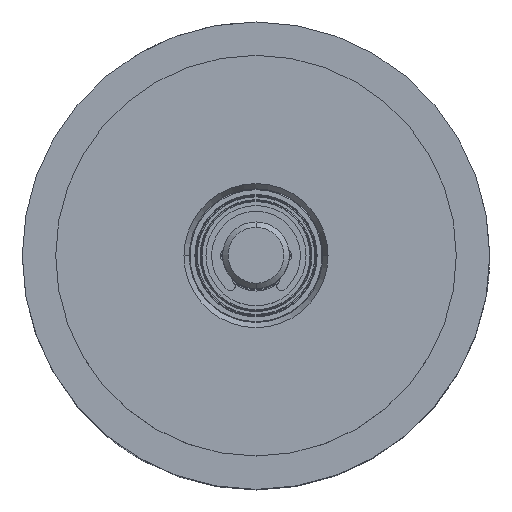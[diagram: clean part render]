
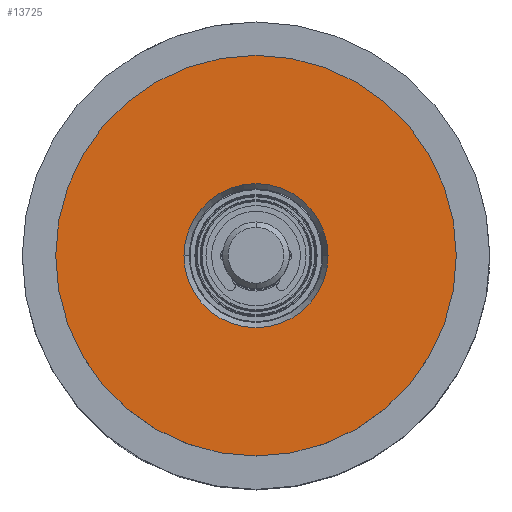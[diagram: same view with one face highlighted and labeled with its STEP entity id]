
A CAD part, top view. The second image highlights one B-rep face of the part: STEP entity #13725.
In plain terms, the highlighted planar face has unit normal (0, 0, 1).
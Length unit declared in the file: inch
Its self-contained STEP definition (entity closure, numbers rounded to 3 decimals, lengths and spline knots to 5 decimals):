
#3050=CARTESIAN_POINT('',(0.,0.,0.3607));
#3051=DIRECTION('',(0.,0.,1.));
#3052=DIRECTION('',(0.,-1.,0.));
#3053=AXIS2_PLACEMENT_3D('',#3050,#3051,#3052);
#3055=CARTESIAN_POINT('',(0.,0.,0.3607));
#3056=DIRECTION('',(0.,0.,-1.));
#3057=DIRECTION('',(0.,-1.,0.));
#3058=AXIS2_PLACEMENT_3D('',#3055,#3056,#3057);
#3060=CARTESIAN_POINT('',(0.,0.,0.3607));
#3061=DIRECTION('',(0.,0.,-1.));
#3062=DIRECTION('',(1.,0.,0.));
#3063=AXIS2_PLACEMENT_3D('',#3060,#3061,#3062);
#3065=CARTESIAN_POINT('',(0.,0.,0.3607));
#3066=DIRECTION('',(0.,0.,-1.));
#3067=DIRECTION('',(-1.,0.,0.));
#3068=AXIS2_PLACEMENT_3D('',#3065,#3066,#3067);
#8638=CARTESIAN_POINT('',(0.,-0.375,0.3607));
#8640=VERTEX_POINT('',#8638);
#8654=CARTESIAN_POINT('',(0.,0.375,0.3607));
#8656=VERTEX_POINT('',#8654);
#8705=CARTESIAN_POINT('',(0.13485,0.,0.3607));
#8706=CARTESIAN_POINT('',(-0.13485,0.,0.3607));
#8707=VERTEX_POINT('',#8705);
#8708=VERTEX_POINT('',#8706);
#13710=CARTESIAN_POINT('',(0.,0.,0.3607));
#13711=DIRECTION('',(0.,0.,-1.));
#13712=DIRECTION('',(0.,1.,0.));
#13713=AXIS2_PLACEMENT_3D('',#13710,#13711,#13712);
#13714=PLANE('',#13713);
#13715=ORIENTED_EDGE('',*,*,#13703,.F.);
#13716=ORIENTED_EDGE('',*,*,#13692,.T.);
#13717=EDGE_LOOP('',(#13715,#13716));
#13718=FACE_OUTER_BOUND('',#13717,.F.);
#13720=ORIENTED_EDGE('',*,*,#13719,.F.);
#13722=ORIENTED_EDGE('',*,*,#13721,.F.);
#13723=EDGE_LOOP('',(#13720,#13722));
#13724=FACE_BOUND('',#13723,.F.);
#13725=ADVANCED_FACE('',(#13718,#13724),#13714,.F.);
#3054=CIRCLE('',#3053,0.375);
#3059=CIRCLE('',#3058,0.375);
#3064=CIRCLE('',#3063,0.13485);
#3069=CIRCLE('',#3068,0.13485);
#13692=EDGE_CURVE('',#8640,#8656,#3059,.T.);
#13703=EDGE_CURVE('',#8640,#8656,#3054,.T.);
#13719=EDGE_CURVE('',#8707,#8708,#3064,.T.);
#13721=EDGE_CURVE('',#8708,#8707,#3069,.T.);
